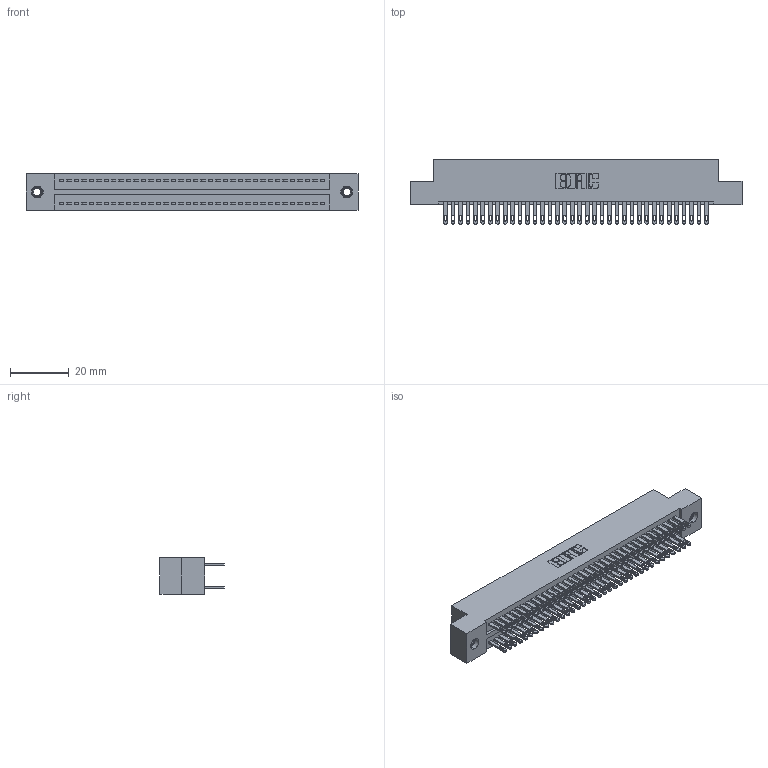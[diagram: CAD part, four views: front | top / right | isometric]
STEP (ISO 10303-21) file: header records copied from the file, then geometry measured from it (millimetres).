
FILE_DESCRIPTION (( 'STEP AP203' ), '1' );
FILE_NAME ('325-072-500-207.STEP', '2020-02-25T03:49:59', ( '' ), ( '' ), 'SwSTEP 2.0', 'SolidWorks 2016', '' );
FILE_SCHEMA (( 'CONFIG_CONTROL_DESIGN' ));
Length unit declared in the file: inch
Products named in the file (4): 325-072-500-207; 325-292-001_325-293-100; 325 Part_TI; 345-250-001_345-250-005-103
Assembly tree (75 placements, depth 2):
  325-072-500-207
    325 Part_TI
    325-292-001_325-293-100  x72
    345-250-001_345-250-005-103  x2
Bounding box: 113.16 x 21.84 x 12.45 mm (x, y, z)
Volume: 14760.7 mm3; surface area: 18502.7 mm2
Topology: 75 solids, 75 shells, 3630 faces, 11031 edges, 7346 vertices
Faces by surface type: plane 2262, cylinder 1352, cone 12, torus 4
Entity records: 25052 total; most frequent: CARTESIAN_POINT 4141, ORIENTED_EDGE 4070, DIRECTION 3581, EDGE_CURVE 2035, VECTOR 1883, LINE 1883, VERTEX_POINT 1352, AXIS2_PLACEMENT_3D 849
